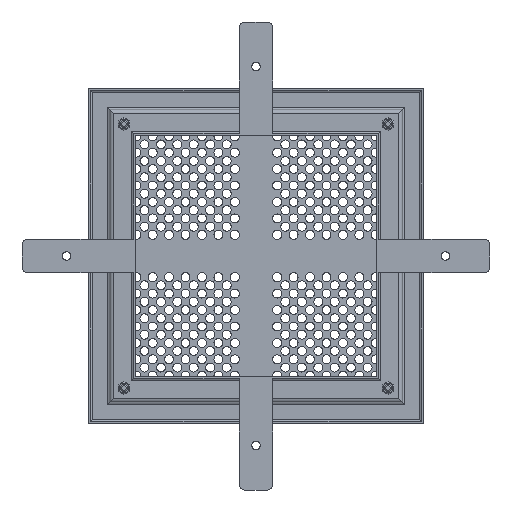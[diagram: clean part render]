
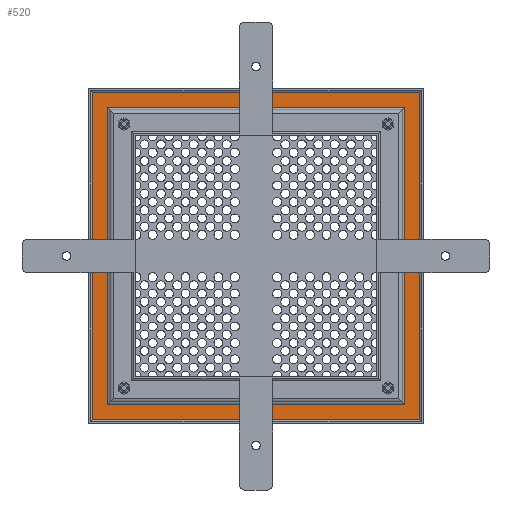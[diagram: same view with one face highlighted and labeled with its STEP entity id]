
A CAD part, front view. The second image highlights one B-rep face of the part: STEP entity #520.
In plain terms, the highlighted planar face has unit normal (0, -1, 0).
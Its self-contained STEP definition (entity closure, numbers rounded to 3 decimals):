
#520=ADVANCED_FACE('',(#1535,#1537),#1539,.F.);
#1535=FACE_BOUND('',#1536,.T.);
#1536=EDGE_LOOP('',(#7050,#7051,#7052,#7053));
#1537=FACE_BOUND('',#1538,.T.);
#1538=EDGE_LOOP('',(#7054,#7055,#7056,#7057));
#1539=PLANE('',#1540);
#1540=AXIS2_PLACEMENT_3D('',#1541,#1542,#1543);
#1541=CARTESIAN_POINT('',(0.,0.,0.));
#1542=DIRECTION('',(0.,1.,0.));
#1543=DIRECTION('',(-1.,0.,0.));
#7050=ORIENTED_EDGE('',*,*,#9036,.F.);
#7051=ORIENTED_EDGE('',*,*,#9037,.F.);
#7052=ORIENTED_EDGE('',*,*,#9038,.F.);
#7053=ORIENTED_EDGE('',*,*,#9039,.F.);
#7054=ORIENTED_EDGE('',*,*,#8964,.F.);
#7055=ORIENTED_EDGE('',*,*,#8971,.F.);
#7056=ORIENTED_EDGE('',*,*,#8969,.F.);
#7057=ORIENTED_EDGE('',*,*,#8967,.F.);
#8964=EDGE_CURVE('',#10135,#10136,#10137,.F.);
#8967=EDGE_CURVE('',#10136,#10140,#10141,.F.);
#8969=EDGE_CURVE('',#10140,#10143,#10144,.F.);
#8971=EDGE_CURVE('',#10143,#10135,#10146,.F.);
#9036=EDGE_CURVE('',#10251,#10252,#10253,.F.);
#9037=EDGE_CURVE('',#10254,#10251,#10255,.F.);
#9038=EDGE_CURVE('',#10256,#10254,#10257,.F.);
#9039=EDGE_CURVE('',#10252,#10256,#10258,.F.);
#10135=VERTEX_POINT('',#12451);
#10136=VERTEX_POINT('',#12452);
#10137=LINE('',#12453,#12454);
#10140=VERTEX_POINT('',#12464);
#10141=LINE('',#12465,#12466);
#10143=VERTEX_POINT('',#12472);
#10144=LINE('',#12473,#12474);
#10146=LINE('',#12480,#12481);
#10251=VERTEX_POINT('',#12727);
#10252=VERTEX_POINT('',#12728);
#10253=LINE('',#12729,#12730);
#10254=VERTEX_POINT('',#12732);
#10255=LINE('',#12733,#12734);
#10256=VERTEX_POINT('',#12736);
#10257=LINE('',#12737,#12738);
#10258=LINE('',#12740,#12741);
#12451=CARTESIAN_POINT('',(-283.38,0.,283.38));
#12452=CARTESIAN_POINT('',(-283.38,0.,16.62));
#12453=CARTESIAN_POINT('',(-283.38,0.,16.62));
#12454=VECTOR('',#12455,1.);
#12455=DIRECTION('',(0.,0.,1.));
#12464=CARTESIAN_POINT('',(-16.62,0.,16.62));
#12465=CARTESIAN_POINT('',(-16.62,0.,16.62));
#12466=VECTOR('',#12467,1.);
#12467=DIRECTION('',(-1.,0.,0.));
#12472=CARTESIAN_POINT('',(-16.62,0.,283.38));
#12473=CARTESIAN_POINT('',(-16.62,0.,283.38));
#12474=VECTOR('',#12475,1.);
#12475=DIRECTION('',(0.,0.,-1.));
#12480=CARTESIAN_POINT('',(-283.38,0.,283.38));
#12481=VECTOR('',#12482,1.);
#12482=DIRECTION('',(1.,0.,0.));
#12727=CARTESIAN_POINT('',(-296.62,0.,3.38));
#12728=CARTESIAN_POINT('',(-296.62,0.,296.62));
#12729=CARTESIAN_POINT('',(-296.62,0.,296.62));
#12730=VECTOR('',#12731,1.);
#12731=DIRECTION('',(0.,0.,-1.));
#12732=CARTESIAN_POINT('',(-3.38,0.,3.38));
#12733=CARTESIAN_POINT('',(-296.62,0.,3.38));
#12734=VECTOR('',#12735,1.);
#12735=DIRECTION('',(1.,0.,0.));
#12736=CARTESIAN_POINT('',(-3.38,0.,296.62));
#12737=CARTESIAN_POINT('',(-3.38,0.,3.38));
#12738=VECTOR('',#12739,1.);
#12739=DIRECTION('',(0.,0.,1.));
#12740=CARTESIAN_POINT('',(-3.38,0.,296.62));
#12741=VECTOR('',#12742,1.);
#12742=DIRECTION('',(-1.,0.,0.));
